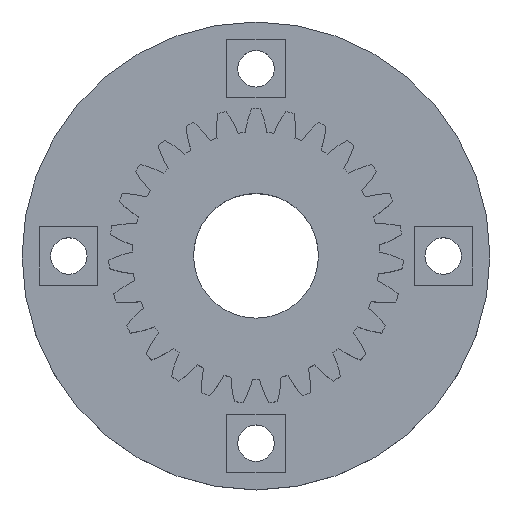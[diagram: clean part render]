
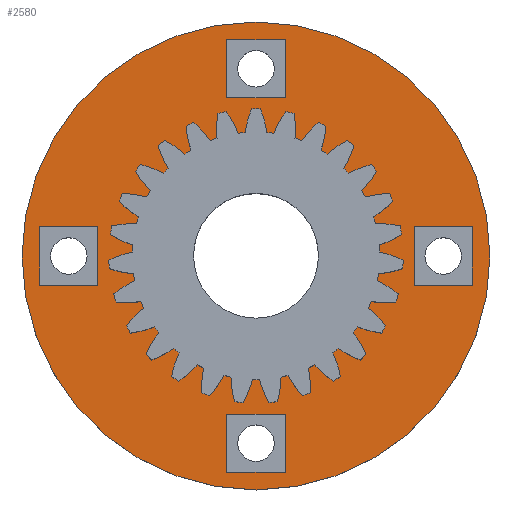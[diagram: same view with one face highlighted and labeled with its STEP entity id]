
A CAD part, top view. The second image highlights one B-rep face of the part: STEP entity #2580.
In plain terms, the highlighted planar face has unit normal (0, 0, 1).
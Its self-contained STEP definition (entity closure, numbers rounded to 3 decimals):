
#40=PLANE('',#2970);
#165=LINE('',#4590,#321);
#168=LINE('',#4595,#324);
#170=LINE('',#4599,#326);
#172=LINE('',#4602,#328);
#173=LINE('',#4606,#329);
#176=LINE('',#4611,#332);
#178=LINE('',#4615,#334);
#180=LINE('',#4618,#336);
#181=LINE('',#4622,#337);
#184=LINE('',#4627,#340);
#186=LINE('',#4631,#342);
#188=LINE('',#4634,#344);
#189=LINE('',#4638,#345);
#192=LINE('',#4643,#348);
#194=LINE('',#4647,#350);
#196=LINE('',#4650,#352);
#321=VECTOR('',#3799,10.);
#324=VECTOR('',#3804,10.);
#326=VECTOR('',#3808,10.);
#328=VECTOR('',#3812,10.);
#329=VECTOR('',#3815,10.);
#332=VECTOR('',#3820,10.);
#334=VECTOR('',#3824,10.);
#336=VECTOR('',#3828,10.);
#337=VECTOR('',#3831,10.);
#340=VECTOR('',#3836,10.);
#342=VECTOR('',#3840,10.);
#344=VECTOR('',#3844,10.);
#345=VECTOR('',#3847,10.);
#348=VECTOR('',#3852,10.);
#350=VECTOR('',#3856,10.);
#352=VECTOR('',#3860,10.);
#371=FACE_BOUND('',#672,.T.);
#372=FACE_BOUND('',#673,.T.);
#373=FACE_BOUND('',#674,.T.);
#374=FACE_BOUND('',#675,.T.);
#375=FACE_BOUND('',#676,.T.);
#514=FACE_OUTER_BOUND('',#671,.T.);
#671=EDGE_LOOP('',(#2309));
#672=EDGE_LOOP('',(#2310));
#673=EDGE_LOOP('',(#2311,#2312,#2313,#2314));
#674=EDGE_LOOP('',(#2315,#2316,#2317,#2318));
#675=EDGE_LOOP('',(#2319,#2320,#2321,#2322));
#676=EDGE_LOOP('',(#2323,#2324,#2325,#2326));
#905=CIRCLE('',#2951,6.);
#906=CIRCLE('',#2969,22.5);
#1151=VERTEX_POINT('',#4585);
#1152=VERTEX_POINT('',#4588);
#1153=VERTEX_POINT('',#4589);
#1154=VERTEX_POINT('',#4594);
#1155=VERTEX_POINT('',#4598);
#1156=VERTEX_POINT('',#4604);
#1157=VERTEX_POINT('',#4605);
#1158=VERTEX_POINT('',#4610);
#1159=VERTEX_POINT('',#4614);
#1160=VERTEX_POINT('',#4620);
#1161=VERTEX_POINT('',#4621);
#1162=VERTEX_POINT('',#4626);
#1163=VERTEX_POINT('',#4630);
#1164=VERTEX_POINT('',#4636);
#1165=VERTEX_POINT('',#4637);
#1166=VERTEX_POINT('',#4642);
#1167=VERTEX_POINT('',#4646);
#1168=VERTEX_POINT('',#4652);
#1521=EDGE_CURVE('',#1151,#1151,#905,.T.);
#1522=EDGE_CURVE('',#1152,#1153,#165,.T.);
#1525=EDGE_CURVE('',#1154,#1152,#168,.T.);
#1527=EDGE_CURVE('',#1155,#1154,#170,.T.);
#1529=EDGE_CURVE('',#1153,#1155,#172,.T.);
#1530=EDGE_CURVE('',#1156,#1157,#173,.T.);
#1533=EDGE_CURVE('',#1158,#1156,#176,.T.);
#1535=EDGE_CURVE('',#1159,#1158,#178,.T.);
#1537=EDGE_CURVE('',#1157,#1159,#180,.T.);
#1538=EDGE_CURVE('',#1160,#1161,#181,.T.);
#1541=EDGE_CURVE('',#1162,#1160,#184,.T.);
#1543=EDGE_CURVE('',#1163,#1162,#186,.T.);
#1545=EDGE_CURVE('',#1161,#1163,#188,.T.);
#1546=EDGE_CURVE('',#1164,#1165,#189,.T.);
#1549=EDGE_CURVE('',#1166,#1164,#192,.T.);
#1551=EDGE_CURVE('',#1167,#1166,#194,.T.);
#1553=EDGE_CURVE('',#1165,#1167,#196,.T.);
#1554=EDGE_CURVE('',#1168,#1168,#906,.T.);
#2309=ORIENTED_EDGE('',*,*,#1554,.T.);
#2310=ORIENTED_EDGE('',*,*,#1521,.T.);
#2311=ORIENTED_EDGE('',*,*,#1522,.T.);
#2312=ORIENTED_EDGE('',*,*,#1529,.T.);
#2313=ORIENTED_EDGE('',*,*,#1527,.T.);
#2314=ORIENTED_EDGE('',*,*,#1525,.T.);
#2315=ORIENTED_EDGE('',*,*,#1530,.T.);
#2316=ORIENTED_EDGE('',*,*,#1537,.T.);
#2317=ORIENTED_EDGE('',*,*,#1535,.T.);
#2318=ORIENTED_EDGE('',*,*,#1533,.T.);
#2319=ORIENTED_EDGE('',*,*,#1538,.T.);
#2320=ORIENTED_EDGE('',*,*,#1545,.T.);
#2321=ORIENTED_EDGE('',*,*,#1543,.T.);
#2322=ORIENTED_EDGE('',*,*,#1541,.T.);
#2323=ORIENTED_EDGE('',*,*,#1546,.T.);
#2324=ORIENTED_EDGE('',*,*,#1553,.T.);
#2325=ORIENTED_EDGE('',*,*,#1551,.T.);
#2326=ORIENTED_EDGE('',*,*,#1549,.T.);
#2580=ADVANCED_FACE('',(#514,#371,#372,#373,#374,#375),#40,.T.);
#2951=AXIS2_PLACEMENT_3D('',#4586,#3795,#3796);
#2969=AXIS2_PLACEMENT_3D('',#4653,#3863,#3864);
#2970=AXIS2_PLACEMENT_3D('',#4654,#3865,#3866);
#3795=DIRECTION('center_axis',(0.,0.,-1.));
#3796=DIRECTION('ref_axis',(1.,0.,0.));
#3799=DIRECTION('',(-1.,0.,0.));
#3804=DIRECTION('',(0.,-1.,0.));
#3808=DIRECTION('',(1.,0.,0.));
#3812=DIRECTION('',(0.,1.,0.));
#3815=DIRECTION('',(0.,-1.,0.));
#3820=DIRECTION('',(1.,0.,0.));
#3824=DIRECTION('',(0.,1.,0.));
#3828=DIRECTION('',(-1.,0.,0.));
#3831=DIRECTION('',(1.,0.,0.));
#3836=DIRECTION('',(0.,1.,0.));
#3840=DIRECTION('',(-1.,0.,0.));
#3844=DIRECTION('',(0.,-1.,0.));
#3847=DIRECTION('',(0.,-1.,0.));
#3852=DIRECTION('',(1.,0.,0.));
#3856=DIRECTION('',(0.,1.,0.));
#3860=DIRECTION('',(-1.,0.,0.));
#3863=DIRECTION('center_axis',(0.,0.,1.));
#3864=DIRECTION('ref_axis',(1.,0.,0.));
#3865=DIRECTION('center_axis',(0.,0.,1.));
#3866=DIRECTION('ref_axis',(1.,0.,0.));
#4585=CARTESIAN_POINT('',(-6.,0.,0.));
#4586=CARTESIAN_POINT('Origin',(0.,0.,0.));
#4588=CARTESIAN_POINT('',(20.8,-2.8,0.));
#4589=CARTESIAN_POINT('',(15.2,-2.8,0.));
#4590=CARTESIAN_POINT('',(10.4,-2.8,0.));
#4594=CARTESIAN_POINT('',(20.8,2.8,0.));
#4595=CARTESIAN_POINT('',(20.8,1.4,0.));
#4598=CARTESIAN_POINT('',(15.2,2.8,0.));
#4599=CARTESIAN_POINT('',(7.6,2.8,0.));
#4602=CARTESIAN_POINT('',(15.2,-1.4,0.));
#4604=CARTESIAN_POINT('',(2.8,20.8,0.));
#4605=CARTESIAN_POINT('',(2.8,15.2,0.));
#4606=CARTESIAN_POINT('',(2.8,10.4,0.));
#4610=CARTESIAN_POINT('',(-2.8,20.8,0.));
#4611=CARTESIAN_POINT('',(-1.4,20.8,0.));
#4614=CARTESIAN_POINT('',(-2.8,15.2,0.));
#4615=CARTESIAN_POINT('',(-2.8,7.6,0.));
#4618=CARTESIAN_POINT('',(1.4,15.2,0.));
#4620=CARTESIAN_POINT('',(-20.8,2.8,0.));
#4621=CARTESIAN_POINT('',(-15.2,2.8,0.));
#4622=CARTESIAN_POINT('',(-10.4,2.8,0.));
#4626=CARTESIAN_POINT('',(-20.8,-2.8,0.));
#4627=CARTESIAN_POINT('',(-20.8,-1.4,0.));
#4630=CARTESIAN_POINT('',(-15.2,-2.8,0.));
#4631=CARTESIAN_POINT('',(-7.6,-2.8,0.));
#4634=CARTESIAN_POINT('',(-15.2,1.4,0.));
#4636=CARTESIAN_POINT('',(2.8,-15.2,0.));
#4637=CARTESIAN_POINT('',(2.8,-20.8,0.));
#4638=CARTESIAN_POINT('',(2.8,-7.6,0.));
#4642=CARTESIAN_POINT('',(-2.8,-15.2,0.));
#4643=CARTESIAN_POINT('',(-1.4,-15.2,0.));
#4646=CARTESIAN_POINT('',(-2.8,-20.8,0.));
#4647=CARTESIAN_POINT('',(-2.8,-10.4,0.));
#4650=CARTESIAN_POINT('',(1.4,-20.8,0.));
#4652=CARTESIAN_POINT('',(-22.5,0.,0.));
#4653=CARTESIAN_POINT('Origin',(0.,0.,0.));
#4654=CARTESIAN_POINT('Origin',(0.,0.,0.));
